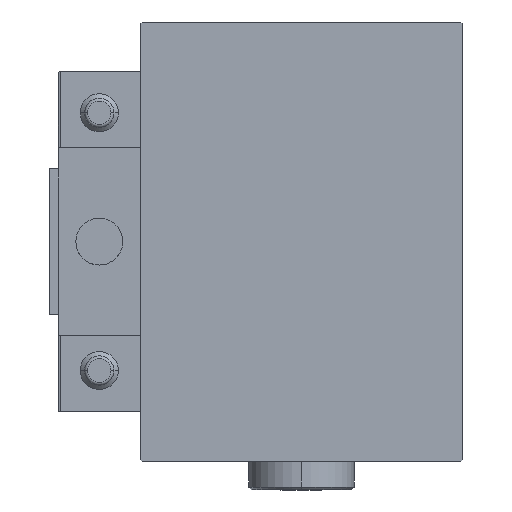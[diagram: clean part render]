
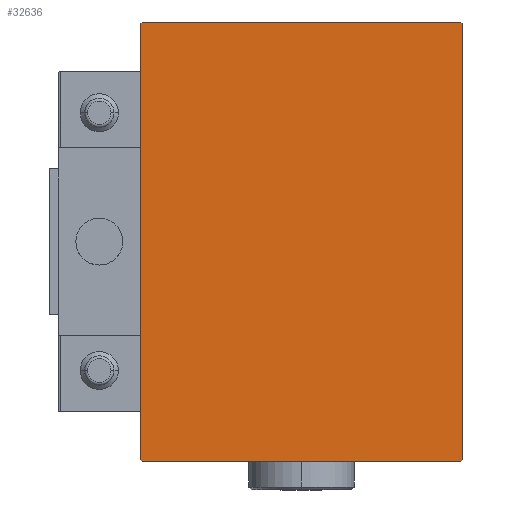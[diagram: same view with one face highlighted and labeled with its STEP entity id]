
A CAD part, left-side view. The second image highlights one B-rep face of the part: STEP entity #32636.
In plain terms, the highlighted face is planar.
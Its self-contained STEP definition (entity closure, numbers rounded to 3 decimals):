
#652 = CARTESIAN_POINT ( 'NONE',  ( 75., 32.35, -32.35 ) ) ;
#975 = DIRECTION ( 'NONE',  ( 0., 0., -1. ) ) ;
#1171 = EDGE_CURVE ( 'NONE', #29585, #15548, #32006, .T. ) ;
#1373 = EDGE_CURVE ( 'NONE', #28688, #29585, #19262, .T. ) ;
#2804 = EDGE_CURVE ( 'NONE', #30644, #44837, #47922, .T. ) ;
#3514 = EDGE_CURVE ( 'NONE', #32746, #39637, #21026, .T. ) ;
#3886 = EDGE_CURVE ( 'NONE', #15548, #30644, #42611, .T. ) ;
#4192 = LINE ( 'NONE', #51066, #28311 ) ;
#4868 = AXIS2_PLACEMENT_3D ( 'NONE', #40106, #16275, #975 ) ;
#4960 = DIRECTION ( 'NONE',  ( 0., 0., -1. ) ) ;
#6156 = VECTOR ( 'NONE', #50261, 1000. ) ;
#6624 = VERTEX_POINT ( 'NONE', #31242 ) ;
#7141 = EDGE_CURVE ( 'NONE', #39637, #28688, #39745, .T. ) ;
#8422 = EDGE_CURVE ( 'NONE', #6624, #32746, #4192, .T. ) ;
#12459 = CARTESIAN_POINT ( 'NONE',  ( 75., 32.35, 32.35 ) ) ;
#12795 = DIRECTION ( 'NONE',  ( 0., 0.707, -0.707 ) ) ;
#13787 = EDGE_CURVE ( 'NONE', #44837, #6624, #37619, .T. ) ;
#14996 = CARTESIAN_POINT ( 'NONE',  ( 75., 27.5, -37.2 ) ) ;
#15548 = VERTEX_POINT ( 'NONE', #14996 ) ;
#16275 = DIRECTION ( 'NONE',  ( 1., 0., 0. ) ) ;
#17531 = CARTESIAN_POINT ( 'NONE',  ( 75., -27.2, -37.5 ) ) ;
#17650 = EDGE_LOOP ( 'NONE', ( #44752, #18819, #42559, #47117, #49539, #45771, #39502, #51157 ) ) ;
#18819 = ORIENTED_EDGE ( 'NONE', *, *, #1171, .T. ) ;
#19262 = LINE ( 'NONE', #38960, #21552 ) ;
#19581 = DIRECTION ( 'NONE',  ( 0., 0.707, 0.707 ) ) ;
#20814 = VECTOR ( 'NONE', #12795, 1000. ) ;
#21026 = LINE ( 'NONE', #32426, #21620 ) ;
#21106 = CARTESIAN_POINT ( 'NONE',  ( 75., 27.5, 37.2 ) ) ;
#21552 = VECTOR ( 'NONE', #42063, 1000. ) ;
#21620 = VECTOR ( 'NONE', #4960, 1000. ) ;
#22419 = DIRECTION ( 'NONE',  ( 0., 0., 1. ) ) ;
#24192 = CARTESIAN_POINT ( 'NONE',  ( 75., -32.35, -32.35 ) ) ;
#26586 = VECTOR ( 'NONE', #28262, 1000. ) ;
#28262 = DIRECTION ( 'NONE',  ( 0., -0.707, 0.707 ) ) ;
#28311 = VECTOR ( 'NONE', #47697, 1000. ) ;
#28444 = FACE_OUTER_BOUND ( 'NONE', #17650, .T. ) ;
#28688 = VERTEX_POINT ( 'NONE', #17531 ) ;
#29585 = VERTEX_POINT ( 'NONE', #50640 ) ;
#30644 = VERTEX_POINT ( 'NONE', #21106 ) ;
#31242 = CARTESIAN_POINT ( 'NONE',  ( 75., -27.2, 37.5 ) ) ;
#32006 = LINE ( 'NONE', #652, #42219 ) ;
#32426 = CARTESIAN_POINT ( 'NONE',  ( 75., -27.5, 37.5 ) ) ;
#32636 = ADVANCED_FACE ( 'NONE', ( #28444 ), #39848, .T. ) ;
#32746 = VERTEX_POINT ( 'NONE', #46508 ) ;
#37022 = CARTESIAN_POINT ( 'NONE',  ( 75., -27.5, -37.2 ) ) ;
#37619 = LINE ( 'NONE', #49246, #6156 ) ;
#38960 = CARTESIAN_POINT ( 'NONE',  ( 75., -27.5, -37.5 ) ) ;
#39502 = ORIENTED_EDGE ( 'NONE', *, *, #3514, .T. ) ;
#39637 = VERTEX_POINT ( 'NONE', #37022 ) ;
#39745 = LINE ( 'NONE', #24192, #20814 ) ;
#39848 = PLANE ( 'NONE',  #4868 ) ;
#40106 = CARTESIAN_POINT ( 'NONE',  ( 75., 0., 0. ) ) ;
#42063 = DIRECTION ( 'NONE',  ( 0., 1., 0. ) ) ;
#42219 = VECTOR ( 'NONE', #19581, 1000. ) ;
#42559 = ORIENTED_EDGE ( 'NONE', *, *, #3886, .T. ) ;
#42611 = LINE ( 'NONE', #50118, #47146 ) ;
#44752 = ORIENTED_EDGE ( 'NONE', *, *, #1373, .T. ) ;
#44837 = VERTEX_POINT ( 'NONE', #50437 ) ;
#45771 = ORIENTED_EDGE ( 'NONE', *, *, #8422, .T. ) ;
#46508 = CARTESIAN_POINT ( 'NONE',  ( 75., -27.5, 37.2 ) ) ;
#47117 = ORIENTED_EDGE ( 'NONE', *, *, #2804, .T. ) ;
#47146 = VECTOR ( 'NONE', #22419, 1000. ) ;
#47697 = DIRECTION ( 'NONE',  ( 0., -0.707, -0.707 ) ) ;
#47922 = LINE ( 'NONE', #12459, #26586 ) ;
#49246 = CARTESIAN_POINT ( 'NONE',  ( 75., 27.5, 37.5 ) ) ;
#49539 = ORIENTED_EDGE ( 'NONE', *, *, #13787, .T. ) ;
#50118 = CARTESIAN_POINT ( 'NONE',  ( 75., 27.5, -37.5 ) ) ;
#50261 = DIRECTION ( 'NONE',  ( 0., -1., 0. ) ) ;
#50437 = CARTESIAN_POINT ( 'NONE',  ( 75., 27.2, 37.5 ) ) ;
#50640 = CARTESIAN_POINT ( 'NONE',  ( 75., 27.2, -37.5 ) ) ;
#51066 = CARTESIAN_POINT ( 'NONE',  ( 75., -32.35, 32.35 ) ) ;
#51157 = ORIENTED_EDGE ( 'NONE', *, *, #7141, .T. ) ;
